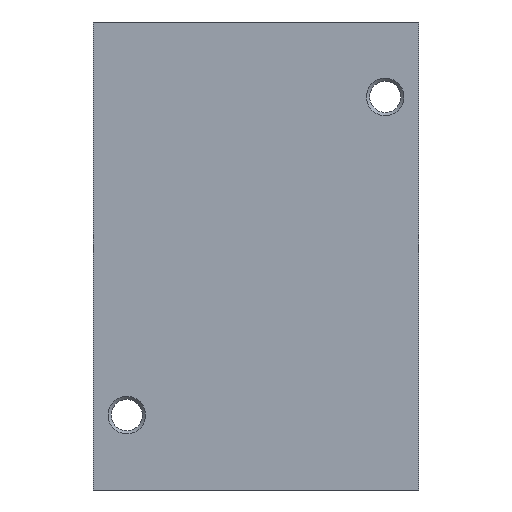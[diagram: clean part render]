
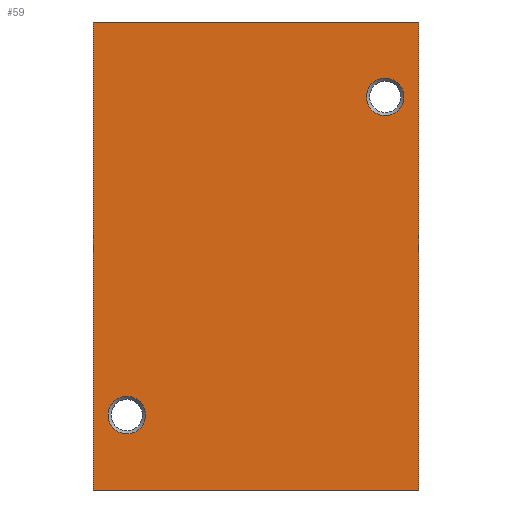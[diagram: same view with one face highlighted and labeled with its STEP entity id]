
A CAD part, front view. The second image highlights one B-rep face of the part: STEP entity #59.
In plain terms, the highlighted planar face has unit normal (0, -1, 0).
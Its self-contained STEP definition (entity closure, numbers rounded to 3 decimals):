
#59 = ADVANCED_FACE( '', ( #128, #129, #130 ), #131, .F. );
#128 = FACE_BOUND( '', #211, .T. );
#129 = FACE_BOUND( '', #212, .T. );
#130 = FACE_OUTER_BOUND( '', #213, .T. );
#131 = PLANE( '', #214 );
#211 = EDGE_LOOP( '', ( #318 ) );
#212 = EDGE_LOOP( '', ( #319 ) );
#213 = EDGE_LOOP( '', ( #320, #321, #322, #323 ) );
#214 = AXIS2_PLACEMENT_3D( '', #324, #325, #326 );
#318 = ORIENTED_EDGE( '', *, *, #430, .F. );
#319 = ORIENTED_EDGE( '', *, *, #413, .F. );
#320 = ORIENTED_EDGE( '', *, *, #433, .T. );
#321 = ORIENTED_EDGE( '', *, *, #420, .F. );
#322 = ORIENTED_EDGE( '', *, *, #424, .F. );
#323 = ORIENTED_EDGE( '', *, *, #401, .T. );
#324 = CARTESIAN_POINT( '', ( -43.5, 0., 125. ) );
#325 = DIRECTION( '', ( 0., 1., 0. ) );
#326 = DIRECTION( '', ( 0., 0., 1. ) );
#401 = EDGE_CURVE( '', #455, #453, #456, .T. );
#413 = EDGE_CURVE( '', #475, #475, #476, .T. );
#420 = EDGE_CURVE( '', #487, #482, #489, .T. );
#424 = EDGE_CURVE( '', #455, #487, #494, .T. );
#430 = EDGE_CURVE( '', #502, #502, #503, .T. );
#433 = EDGE_CURVE( '', #453, #482, #507, .T. );
#453 = VERTEX_POINT( '', #532 );
#455 = VERTEX_POINT( '', #535 );
#456 = LINE( '', #536, #537 );
#475 = VERTEX_POINT( '', #562 );
#476 = CIRCLE( '', #563, 5. );
#482 = VERTEX_POINT( '', #569 );
#487 = VERTEX_POINT( '', #576 );
#489 = LINE( '', #579, #580 );
#494 = LINE( '', #586, #587 );
#502 = VERTEX_POINT( '', #596 );
#503 = CIRCLE( '', #597, 5. );
#507 = LINE( '', #601, #602 );
#532 = CARTESIAN_POINT( '', ( -43.5, 0., 0. ) );
#535 = CARTESIAN_POINT( '', ( -43.5, 0., 125. ) );
#536 = CARTESIAN_POINT( '', ( -43.5, 0., 125. ) );
#537 = VECTOR( '', #689, 1000. );
#562 = CARTESIAN_POINT( '', ( 34.5, 0., 100. ) );
#563 = AXIS2_PLACEMENT_3D( '', #702, #703, #704 );
#569 = CARTESIAN_POINT( '', ( 43.5, 0., 0. ) );
#576 = CARTESIAN_POINT( '', ( 43.5, 0., 125. ) );
#579 = CARTESIAN_POINT( '', ( 43.5, 0., 125. ) );
#580 = VECTOR( '', #714, 1000. );
#586 = CARTESIAN_POINT( '', ( -43.5, 0., 125. ) );
#587 = VECTOR( '', #719, 1000. );
#596 = CARTESIAN_POINT( '', ( -34.5, 0., 15. ) );
#597 = AXIS2_PLACEMENT_3D( '', #727, #728, #729 );
#601 = CARTESIAN_POINT( '', ( -43.5, 0., 0. ) );
#602 = VECTOR( '', #733, 1000. );
#689 = DIRECTION( '', ( 0., 0., -1. ) );
#702 = CARTESIAN_POINT( '', ( 34.5, 0., 105. ) );
#703 = DIRECTION( '', ( 0., -1., 0. ) );
#704 = DIRECTION( '', ( 0., 0., -1. ) );
#714 = DIRECTION( '', ( 0., 0., -1. ) );
#719 = DIRECTION( '', ( 1., 0., 0. ) );
#727 = CARTESIAN_POINT( '', ( -34.5, 0., 20. ) );
#728 = DIRECTION( '', ( 0., -1., 0. ) );
#729 = DIRECTION( '', ( 0., 0., -1. ) );
#733 = DIRECTION( '', ( 1., 0., 0. ) );
